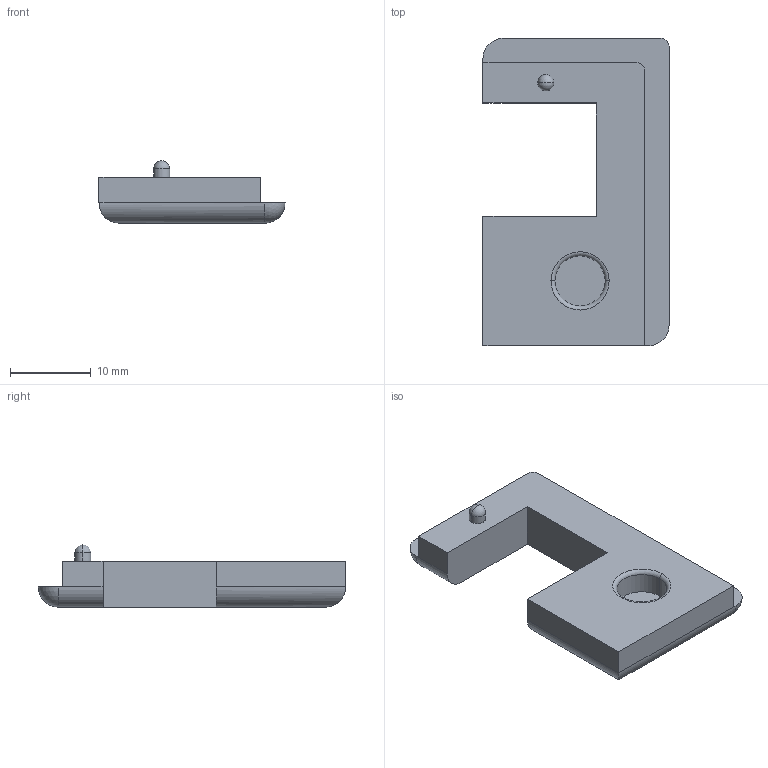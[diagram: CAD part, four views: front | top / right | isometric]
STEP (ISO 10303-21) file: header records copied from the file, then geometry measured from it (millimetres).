
FILE_DESCRIPTION (( 'STEP AP203' ), '1' );
FILE_NAME ('Z Belt Cover B Top Standard.STEP', '2025-07-20T13:14:04', ( '' ), ( '' ), 'SwSTEP 2.0', 'SolidWorks 2025', '' );
FILE_SCHEMA (( 'CONFIG_CONTROL_DESIGN' ));
Length unit declared in the file: millimetre
Products named in the file (1): Z Belt Cover B Top Standard
Bounding box: 23 x 38 x 7.7 mm (x, y, z)
Volume: 3059 mm3; surface area: 2137.9 mm2
Topology: 1 solids, 1 shells, 44 faces, 109 edges, 67 vertices
Faces by surface type: plane 27, cylinder 10, sphere 4, torus 2, bspline 1
Entity records: 1353 total; most frequent: CARTESIAN_POINT 262, DIRECTION 212, ORIENTED_EDGE 204, EDGE_CURVE 102, VECTOR 74, LINE 74, AXIS2_PLACEMENT_3D 69, VERTEX_POINT 65
